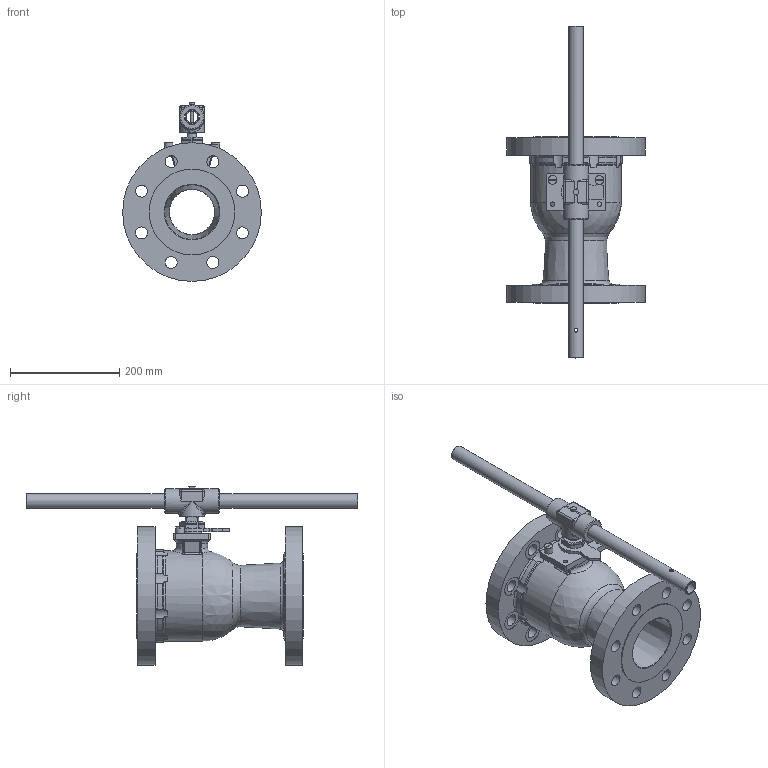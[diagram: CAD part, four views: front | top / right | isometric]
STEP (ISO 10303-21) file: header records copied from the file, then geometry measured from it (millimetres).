
FILE_DESCRIPTION((''),'2;1');
FILE_NAME('GA-40-F52-CL300-W-A-1.stp','2011-05-16T13:59:19',('jaday'),(''),'Autodesk Inventor 2009','Autodesk Inventor 2009','');
FILE_SCHEMA(('AUTOMOTIVE_DESIGN { 1 0 10303 214 1 1 1 1 }'));
Length unit declared in the file: millimetre
Products named in the file (9): GA-40-F52-CL300-W-A-1; GA-B05240-51100-A-1; GA-F51-30-STEM-BUILD-A-1; GA-51-30-041-A-1; GA-44-30-061-A-1; GA-51-30-014-A-1; B00040-01026-A-1; M06-8-045-110-A-1; GA-51-30-031-A-1
Assembly tree (9 placements, depth 2):
  GA-40-F52-CL300-W-A-1
    GA-B05240-51100-A-1
    GA-F51-30-STEM-BUILD-A-1
    GA-51-30-041-A-1
    GA-44-30-061-A-1
    GA-51-30-014-A-1
    B00040-01026-A-1
    M06-8-045-110-A-1
    GA-51-30-031-A-1  x2
Bounding box: 254 x 608 x 327.46 mm (x, y, z)
Volume: 5600657.1 mm3; surface area: 591558.1 mm2
Topology: 9 solids, 9 shells, 362 faces, 912 edges, 573 vertices
Faces by surface type: plane 129, cylinder 114, bspline 64, cone 37, torus 13, sphere 5
Full cylindrical faces by diameter (mm): 6 x1, 7 x5, 7.675 x2, 10 x2, 15.84 x2, 21.7 x1, 22 x16, 26.9 x1, 27.8 x2, 34 x1, 34.03 x2, 36.6 x8, 45 x2, 82.55 x1, 82.555 x1, 82.8 x1, 157.2 x2, 254 x2
Entity records: 16200 total; most frequent: CARTESIAN_POINT 8235, ORIENTED_EDGE 1566, DIRECTION 1544, EDGE_CURVE 783, AXIS2_PLACEMENT_3D 645, VERTEX_POINT 534, EDGE_LOOP 499, FACE_OUTER_BOUND 350
